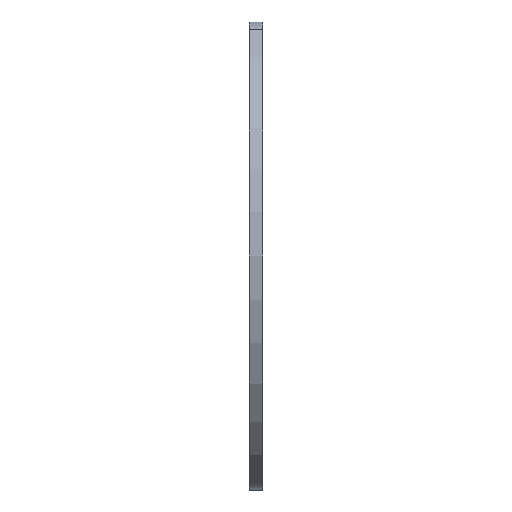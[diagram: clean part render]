
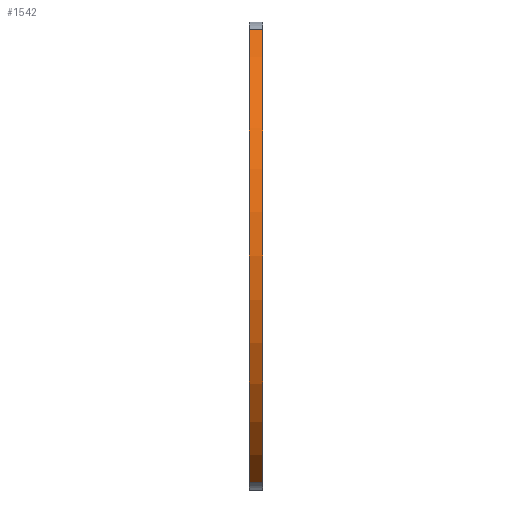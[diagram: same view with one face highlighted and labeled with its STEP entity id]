
A CAD part, left-side view. The second image highlights one B-rep face of the part: STEP entity #1542.
In plain terms, the highlighted cylindrical face has radius 100 mm (diameter 200 mm), a partial arc.
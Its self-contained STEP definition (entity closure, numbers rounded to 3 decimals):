
#127 = CARTESIAN_POINT ( 'NONE',  ( -74.049, 5., 82.353 ) ) ;
#150 = DIRECTION ( 'NONE',  ( 0., -1., 0. ) ) ;
#240 = VERTEX_POINT ( 'NONE', #1221 ) ;
#320 = DIRECTION ( 'NONE',  ( 0., 1., 0. ) ) ;
#351 = AXIS2_PLACEMENT_3D ( 'NONE', #1420, #689, #1644 ) ;
#363 = DIRECTION ( 'NONE',  ( 0., 1., 0. ) ) ;
#391 = VERTEX_POINT ( 'NONE', #1605 ) ;
#393 = VECTOR ( 'NONE', #150, 1000. ) ;
#506 = CARTESIAN_POINT ( 'NONE',  ( -74.049, 5., -82.353 ) ) ;
#525 = EDGE_CURVE ( 'NONE', #1423, #240, #1745, .T. ) ;
#541 = ORIENTED_EDGE ( 'NONE', *, *, #1978, .T. ) ;
#582 = CARTESIAN_POINT ( 'NONE',  ( -17.322, 0., 0. ) ) ;
#595 = DIRECTION ( 'NONE',  ( 0., 0., -1. ) ) ;
#689 = DIRECTION ( 'NONE',  ( 0., -1., 0. ) ) ;
#817 = VERTEX_POINT ( 'NONE', #127 ) ;
#828 = CARTESIAN_POINT ( 'NONE',  ( -74.049, 0., -82.353 ) ) ;
#847 = EDGE_LOOP ( 'NONE', ( #1841, #1200, #1959, #541 ) ) ;
#848 = CARTESIAN_POINT ( 'NONE',  ( -74.049, 5., 82.353 ) ) ;
#873 = DIRECTION ( 'NONE',  ( 0., 0., -1. ) ) ;
#1040 = LINE ( 'NONE', #506, #393 ) ;
#1089 = LINE ( 'NONE', #848, #1367 ) ;
#1092 = CYLINDRICAL_SURFACE ( 'NONE', #351, 100. ) ;
#1200 = ORIENTED_EDGE ( 'NONE', *, *, #2028, .T. ) ;
#1221 = CARTESIAN_POINT ( 'NONE',  ( -74.049, 0., 82.353 ) ) ;
#1367 = VECTOR ( 'NONE', #320, 1000. ) ;
#1420 = CARTESIAN_POINT ( 'NONE',  ( -17.322, 5., 0. ) ) ;
#1423 = VERTEX_POINT ( 'NONE', #828 ) ;
#1425 = CARTESIAN_POINT ( 'NONE',  ( -17.322, 5., 0. ) ) ;
#1542 = ADVANCED_FACE ( 'NONE', ( #2154 ), #1092, .T. ) ;
#1605 = CARTESIAN_POINT ( 'NONE',  ( -74.049, 5., -82.353 ) ) ;
#1644 = DIRECTION ( 'NONE',  ( 0., 0., -1. ) ) ;
#1745 = CIRCLE ( 'NONE', #1781, 100. ) ;
#1781 = AXIS2_PLACEMENT_3D ( 'NONE', #582, #363, #595 ) ;
#1841 = ORIENTED_EDGE ( 'NONE', *, *, #525, .T. ) ;
#1876 = AXIS2_PLACEMENT_3D ( 'NONE', #1425, #2385, #873 ) ;
#1959 = ORIENTED_EDGE ( 'NONE', *, *, #2397, .F. ) ;
#1978 = EDGE_CURVE ( 'NONE', #391, #1423, #1040, .T. ) ;
#2028 = EDGE_CURVE ( 'NONE', #240, #817, #1089, .T. ) ;
#2154 = FACE_OUTER_BOUND ( 'NONE', #847, .T. ) ;
#2385 = DIRECTION ( 'NONE',  ( 0., 1., 0. ) ) ;
#2386 = CIRCLE ( 'NONE', #1876, 100. ) ;
#2397 = EDGE_CURVE ( 'NONE', #391, #817, #2386, .T. ) ;
